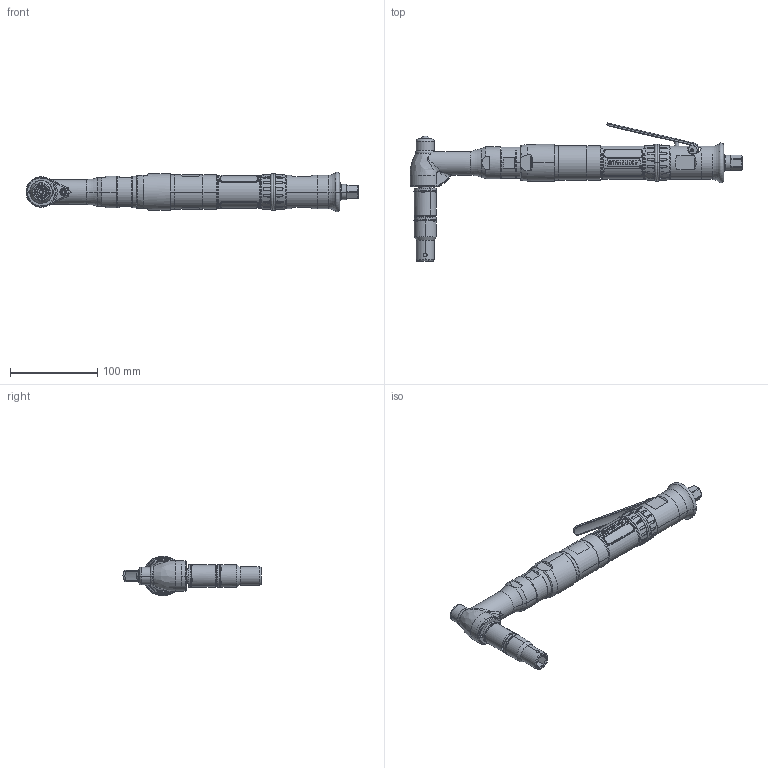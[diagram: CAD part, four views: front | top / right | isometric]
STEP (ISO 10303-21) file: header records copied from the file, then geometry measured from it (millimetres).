
FILE_DESCRIPTION((''),'2;1');
FILE_NAME('AA23LH18V1-28A','2011-03-17T',('DMG0713'),(''),'PRO/ENGINEER BY PARAMETRIC TECHNOLOGY CORPORATION, 2009460','PRO/ENGINEER BY PARAMETRIC TECHNOLOGY CORPORATION, 2009460','');
FILE_SCHEMA(('CONFIG_CONTROL_DESIGN'));
Products named in the file (1): AA23LH18V1-28A
Bounding box: 380.21 x 158.05 x 45.42 mm (x, y, z)
Surface area: 110974 mm2 (no closed solid volume)
Topology: 0 solids, 138 shells, 690 faces, 3345 edges, 2630 vertices
Faces by surface type: cylinder 319, plane 177, bspline 79, cone 74, torus 37, sphere 4
Entity records: 58786 total; most frequent: CARTESIAN_POINT 34801, ORIENTED_EDGE 4635, DIRECTION 4369, EDGE_CURVE 3343, VERTEX_POINT 2630, AXIS2_PLACEMENT_3D 1680, B_SPLINE_CURVE_WITH_KNOTS 1265, CIRCLE 1069
